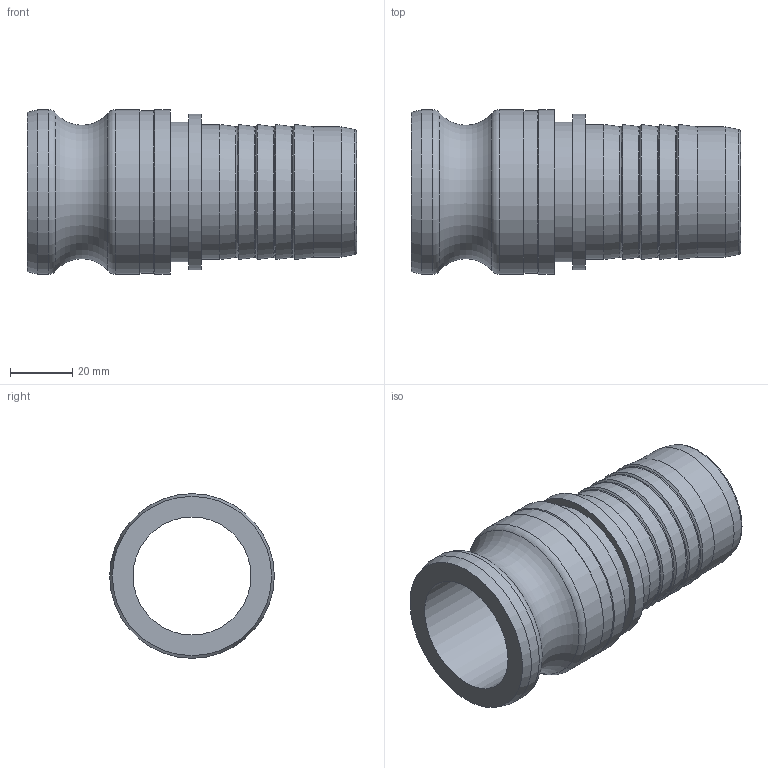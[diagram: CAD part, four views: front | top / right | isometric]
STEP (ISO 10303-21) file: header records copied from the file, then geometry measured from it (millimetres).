
FILE_DESCRIPTION(/* description */ ('SCHLAUCHSTECKER SLW 42'),/* implementation_level */ '2;1');
FILE_NAME(/* name */ 'vstp_42.stp',/* time_stamp */ '2020-04-27T12:03:52+02:00',/* author */ ('ertl'),/* organization */ (''),/* preprocessor_version */ 'ST-DEVELOPER v17',/* originating_system */ 'Autodesk Inventor 2018',/* authorisation */ '59391,23 mm^3');
FILE_SCHEMA (('AUTOMOTIVE_DESIGN { 1 0 10303 214 3 1 1 }'));
Length unit declared in the file: millimetre
Products named in the file (1): 20051008B0000035-AA
Bounding box: 106 x 53 x 53 mm (x, y, z)
Volume: 59203.2 mm3; surface area: 31252.5 mm2
Topology: 1 solids, 1 shells, 35 faces, 110 edges, 80 vertices
Faces by surface type: cone 13, cylinder 9, torus 8, plane 5
Full cylindrical faces by diameter (mm): 38 x1, 42 x1, 43.5 x1, 45 x1, 50 x1, 52.5 x1, 53 x3
Entity records: 1397 total; most frequent: DIRECTION 270, CARTESIAN_POINT 226, ORIENTED_EDGE 220, AXIS2_PLACEMENT_3D 124, EDGE_CURVE 110, CIRCLE 88, VERTEX_POINT 80, EDGE_LOOP 40
